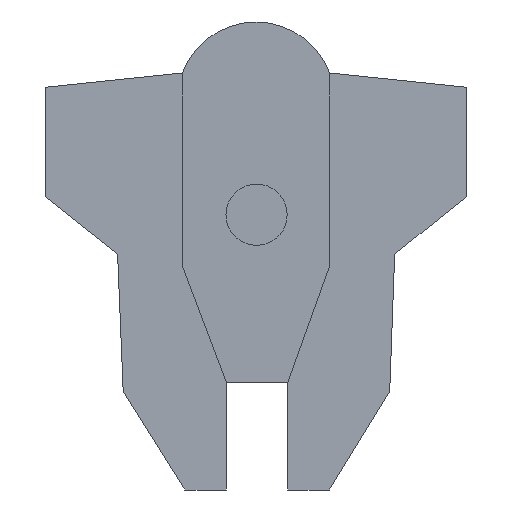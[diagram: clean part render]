
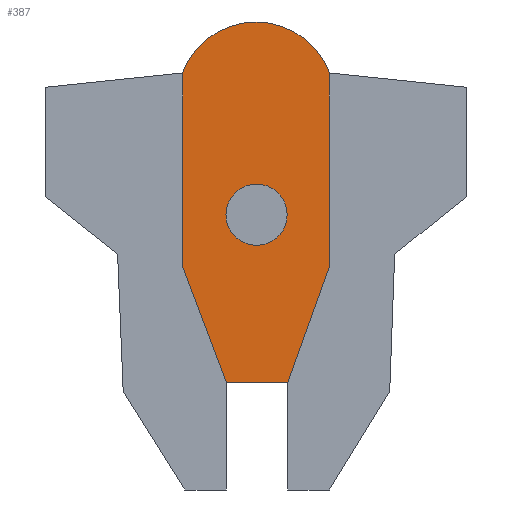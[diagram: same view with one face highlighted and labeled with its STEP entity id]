
A CAD part, front view. The second image highlights one B-rep face of the part: STEP entity #387.
In plain terms, the highlighted planar face has unit normal (0, -1, 0).
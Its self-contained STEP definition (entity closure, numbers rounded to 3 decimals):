
#21 = ORIENTED_EDGE ( 'NONE', *, *, #445, .F. ) ;
#24 = EDGE_CURVE ( 'NONE', #466, #646, #178, .T. ) ;
#29 = CARTESIAN_POINT ( 'NONE',  ( 38.67, 0., -66.241 ) ) ;
#33 = EDGE_CURVE ( 'NONE', #213, #314, #391, .T. ) ;
#59 = LINE ( 'NONE', #677, #379 ) ;
#66 = CARTESIAN_POINT ( 'NONE',  ( 32.624, 0., -57.164 ) ) ;
#81 = CARTESIAN_POINT ( 'NONE',  ( 44.624, 0., -57.164 ) ) ;
#114 = ORIENTED_EDGE ( 'NONE', *, *, #840, .F. ) ;
#136 = AXIS2_PLACEMENT_3D ( 'NONE', #485, #824, #280 ) ;
#137 = FACE_BOUND ( 'NONE', #548, .T. ) ;
#145 = DIRECTION ( 'NONE',  ( 0., 1., 0. ) ) ;
#178 = LINE ( 'NONE', #570, #327 ) ;
#180 = VERTEX_POINT ( 'NONE', #542 ) ;
#213 = VERTEX_POINT ( 'NONE', #477 ) ;
#220 = CIRCLE ( 'NONE', #279, 2.5 ) ;
#234 = VERTEX_POINT ( 'NONE', #66 ) ;
#235 = ORIENTED_EDGE ( 'NONE', *, *, #24, .F. ) ;
#238 = DIRECTION ( 'NONE',  ( -0.353, 0., 0.936 ) ) ;
#247 = DIRECTION ( 'NONE',  ( -1., 0., 0. ) ) ;
#277 = CARTESIAN_POINT ( 'NONE',  ( 38.67, 0., -68.741 ) ) ;
#279 = AXIS2_PLACEMENT_3D ( 'NONE', #277, #346, #324 ) ;
#280 = DIRECTION ( 'NONE',  ( 0., 0., 1. ) ) ;
#288 = PLANE ( 'NONE',  #655 ) ;
#298 = VECTOR ( 'NONE', #750, 1000. ) ;
#311 = DIRECTION ( 'NONE',  ( 0., 1., 0. ) ) ;
#314 = VERTEX_POINT ( 'NONE', #448 ) ;
#324 = DIRECTION ( 'NONE',  ( 0., 0., 1. ) ) ;
#327 = VECTOR ( 'NONE', #647, 1000. ) ;
#333 = EDGE_CURVE ( 'NONE', #180, #213, #59, .T. ) ;
#346 = DIRECTION ( 'NONE',  ( 0., -1., 0. ) ) ;
#348 = EDGE_LOOP ( 'NONE', ( #726, #356, #235, #692, #114, #549 ) ) ;
#355 = FACE_OUTER_BOUND ( 'NONE', #348, .T. ) ;
#356 = ORIENTED_EDGE ( 'NONE', *, *, #519, .F. ) ;
#368 = EDGE_CURVE ( 'NONE', #618, #659, #220, .T. ) ;
#379 = VECTOR ( 'NONE', #247, 1000. ) ;
#380 = VECTOR ( 'NONE', #238, 1000. ) ;
#387 = ADVANCED_FACE ( 'NONE', ( #137, #355 ), #288, .F. ) ;
#391 = LINE ( 'NONE', #574, #380 ) ;
#396 = AXIS2_PLACEMENT_3D ( 'NONE', #710, #311, #706 ) ;
#445 = EDGE_CURVE ( 'NONE', #659, #618, #835, .T. ) ;
#448 = CARTESIAN_POINT ( 'NONE',  ( 32.624, 0., -72.968 ) ) ;
#466 = VERTEX_POINT ( 'NONE', #81 ) ;
#477 = CARTESIAN_POINT ( 'NONE',  ( 36.211, 0., -82.473 ) ) ;
#485 = CARTESIAN_POINT ( 'NONE',  ( 38.67, 0., -68.741 ) ) ;
#519 = EDGE_CURVE ( 'NONE', #646, #180, #633, .T. ) ;
#542 = CARTESIAN_POINT ( 'NONE',  ( 41.211, 0., -82.473 ) ) ;
#548 = EDGE_LOOP ( 'NONE', ( #577, #21 ) ) ;
#549 = ORIENTED_EDGE ( 'NONE', *, *, #33, .F. ) ;
#559 = CARTESIAN_POINT ( 'NONE',  ( 44.624, 0., -72.968 ) ) ;
#570 = CARTESIAN_POINT ( 'NONE',  ( 44.624, 0., -57.164 ) ) ;
#571 = VECTOR ( 'NONE', #787, 1000. ) ;
#574 = CARTESIAN_POINT ( 'NONE',  ( 36.211, 0., -82.473 ) ) ;
#577 = ORIENTED_EDGE ( 'NONE', *, *, #368, .F. ) ;
#583 = CIRCLE ( 'NONE', #396, 6.407 ) ;
#618 = VERTEX_POINT ( 'NONE', #29 ) ;
#622 = CARTESIAN_POINT ( 'NONE',  ( 38.624, 0., -59.411 ) ) ;
#624 = CARTESIAN_POINT ( 'NONE',  ( 44.624, 0., -72.968 ) ) ;
#633 = LINE ( 'NONE', #624, #298 ) ;
#634 = CARTESIAN_POINT ( 'NONE',  ( 38.67, 0., -71.241 ) ) ;
#646 = VERTEX_POINT ( 'NONE', #559 ) ;
#647 = DIRECTION ( 'NONE',  ( 0., 0., -1. ) ) ;
#655 = AXIS2_PLACEMENT_3D ( 'NONE', #622, #145, #688 ) ;
#659 = VERTEX_POINT ( 'NONE', #634 ) ;
#674 = LINE ( 'NONE', #704, #571 ) ;
#677 = CARTESIAN_POINT ( 'NONE',  ( 36.211, 0., -82.473 ) ) ;
#688 = DIRECTION ( 'NONE',  ( 0., 0., 1. ) ) ;
#692 = ORIENTED_EDGE ( 'NONE', *, *, #727, .F. ) ;
#704 = CARTESIAN_POINT ( 'NONE',  ( 32.624, 0., -72.968 ) ) ;
#706 = DIRECTION ( 'NONE',  ( 0., 0., 1. ) ) ;
#710 = CARTESIAN_POINT ( 'NONE',  ( 38.624, 0., -59.411 ) ) ;
#726 = ORIENTED_EDGE ( 'NONE', *, *, #333, .F. ) ;
#727 = EDGE_CURVE ( 'NONE', #234, #466, #583, .T. ) ;
#750 = DIRECTION ( 'NONE',  ( -0.338, 0., -0.941 ) ) ;
#787 = DIRECTION ( 'NONE',  ( 0., 0., 1. ) ) ;
#824 = DIRECTION ( 'NONE',  ( 0., -1., 0. ) ) ;
#835 = CIRCLE ( 'NONE', #136, 2.5 ) ;
#840 = EDGE_CURVE ( 'NONE', #314, #234, #674, .T. ) ;
